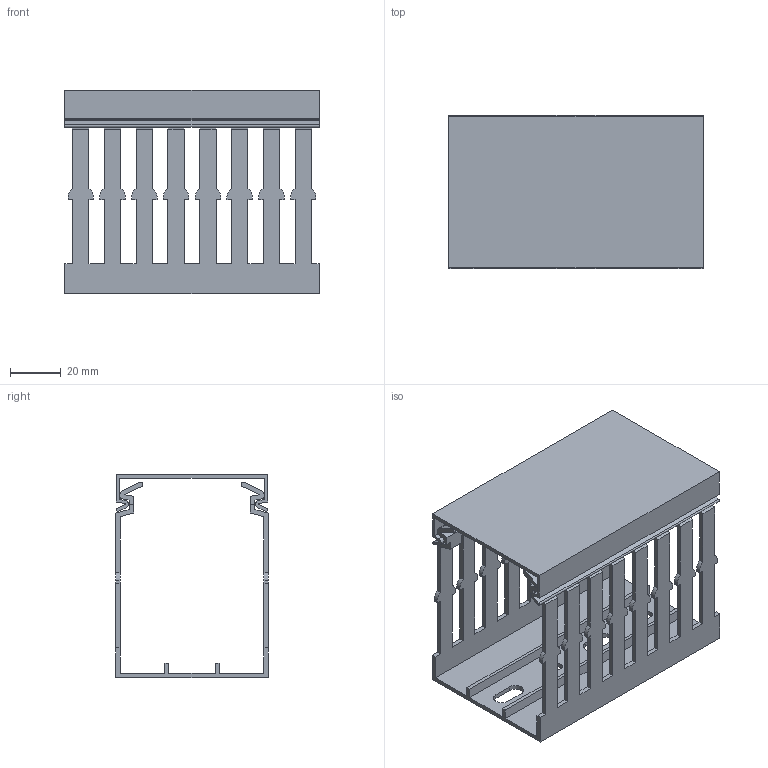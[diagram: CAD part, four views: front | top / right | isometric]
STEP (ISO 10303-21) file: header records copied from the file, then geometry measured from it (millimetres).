
FILE_DESCRIPTION((''),'2;1');
FILE_NAME('BA7A800600_ASM','2022-04-04T09:01:31',('buserr'),(''),'CREO PARAMETRIC BY PTC INC, 2021184','CREO PARAMETRIC BY PTC INC, 2021184','');
FILE_SCHEMA(('AUTOMOTIVE_DESIGN { 1 0 10303 214 1 1 1 1 }'));
Length unit declared in the file: millimetre
Products named in the file (3): PROXY_BA7A800601; PROXY_BA7A602; BA7A800600_ASM
Assembly tree (2 placements, depth 2):
  BA7A800600_ASM
    PROXY_BA7A800601
    PROXY_BA7A602
Bounding box: 100 x 60.1 x 80 mm (x, y, z)
Volume: 43832.6 mm3; surface area: 60044 mm2
Topology: 2 solids, 2 shells, 472 faces, 1414 edges, 946 vertices
Faces by surface type: plane 378, cylinder 94
Entity records: 21480 total; most frequent: CARTESIAN_POINT 2903, ORIENTED_EDGE 2808, DIRECTION 2673, EDGE_CURVE 1404, PRESENTATION_STYLE_ASSIGNMENT 1367, STYLED_ITEM 1367, CURVE_STYLE 1366, VECTOR 1232
